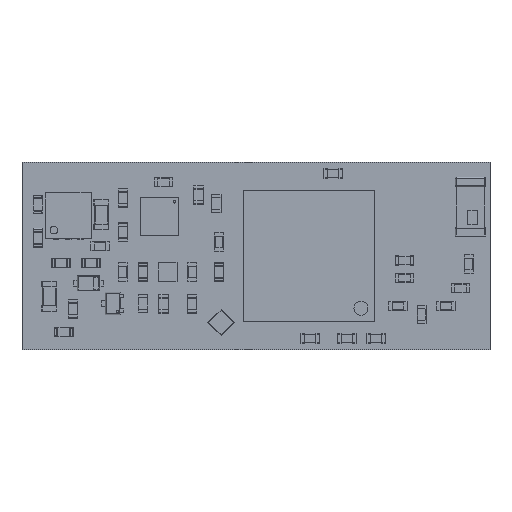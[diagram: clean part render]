
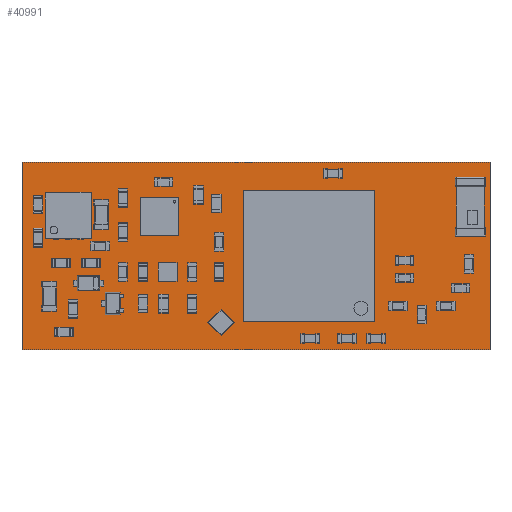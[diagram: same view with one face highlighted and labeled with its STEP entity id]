
A CAD part, top view. The second image highlights one B-rep face of the part: STEP entity #40991.
In plain terms, the highlighted planar face has unit normal (0, 0, 1).
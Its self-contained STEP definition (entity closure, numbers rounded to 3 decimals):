
#40862 = VERTEX_POINT('',#40863);
#40863 = CARTESIAN_POINT('',(25.,0.,0.8));
#40869 = EDGE_CURVE('',#40862,#40870,#40872,.T.);
#40870 = VERTEX_POINT('',#40871);
#40871 = CARTESIAN_POINT('',(0.,0.,0.8));
#40872 = LINE('',#40873,#40874);
#40873 = CARTESIAN_POINT('',(25.,0.,0.8));
#40874 = VECTOR('',#40875,1.);
#40875 = DIRECTION('',(-1.,0.,0.));
#40900 = EDGE_CURVE('',#40870,#40901,#40903,.T.);
#40901 = VERTEX_POINT('',#40902);
#40902 = CARTESIAN_POINT('',(0.,10.,0.8));
#40903 = LINE('',#40904,#40905);
#40904 = CARTESIAN_POINT('',(0.,0.,0.8));
#40905 = VECTOR('',#40906,1.);
#40906 = DIRECTION('',(0.,1.,0.));
#40931 = EDGE_CURVE('',#40901,#40932,#40934,.T.);
#40932 = VERTEX_POINT('',#40933);
#40933 = CARTESIAN_POINT('',(25.,10.,0.8));
#40934 = LINE('',#40935,#40936);
#40935 = CARTESIAN_POINT('',(0.,10.,0.8));
#40936 = VECTOR('',#40937,1.);
#40937 = DIRECTION('',(1.,0.,0.));
#40962 = EDGE_CURVE('',#40932,#40862,#40963,.T.);
#40963 = LINE('',#40964,#40965);
#40964 = CARTESIAN_POINT('',(25.,10.,0.8));
#40965 = VECTOR('',#40966,1.);
#40966 = DIRECTION('',(0.,-1.,0.));
#40991 = ADVANCED_FACE('',(#40992),#40998,.T.);
#40992 = FACE_BOUND('',#40993,.F.);
#40993 = EDGE_LOOP('',(#40994,#40995,#40996,#40997));
#40994 = ORIENTED_EDGE('',*,*,#40869,.T.);
#40995 = ORIENTED_EDGE('',*,*,#40900,.T.);
#40996 = ORIENTED_EDGE('',*,*,#40931,.T.);
#40997 = ORIENTED_EDGE('',*,*,#40962,.T.);
#40998 = PLANE('',#40999);
#40999 = AXIS2_PLACEMENT_3D('',#41000,#41001,#41002);
#41000 = CARTESIAN_POINT('',(0.,0.,0.8));
#41001 = DIRECTION('',(0.,0.,1.));
#41002 = DIRECTION('',(1.,0.,-0.));
